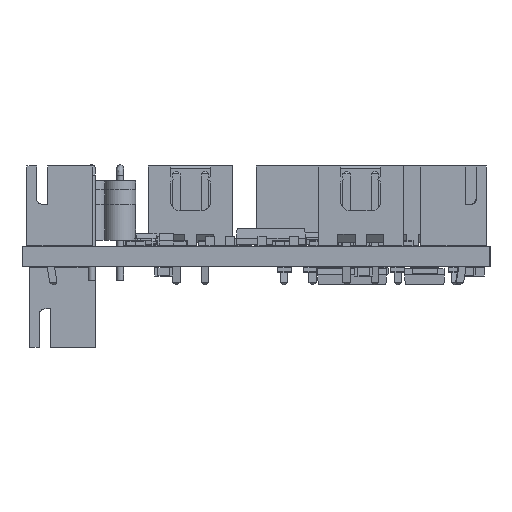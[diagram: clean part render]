
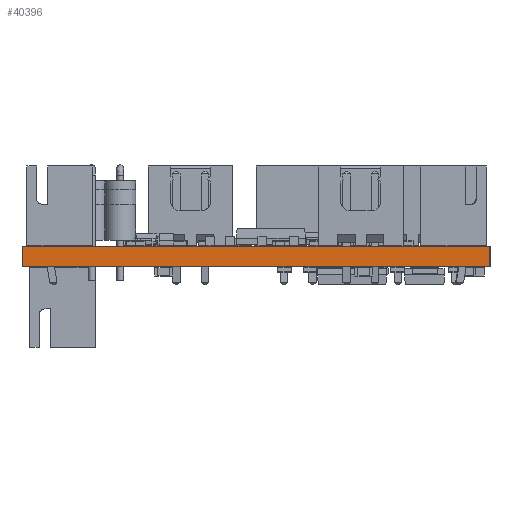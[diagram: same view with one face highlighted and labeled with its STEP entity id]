
A CAD part, left-side view. The second image highlights one B-rep face of the part: STEP entity #40396.
In plain terms, the highlighted planar face has unit normal (-1, 0, 0).
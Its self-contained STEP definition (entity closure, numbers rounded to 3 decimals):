
#40396 = ADVANCED_FACE('',(#40397),#40411,.T.);
#40397 = FACE_BOUND('',#40398,.T.);
#40398 = EDGE_LOOP('',(#40399,#40434,#40462,#40490));
#40399 = ORIENTED_EDGE('',*,*,#40400,.T.);
#40400 = EDGE_CURVE('',#40401,#40403,#40405,.T.);
#40401 = VERTEX_POINT('',#40402);
#40402 = CARTESIAN_POINT('',(-20.,-20.5,0.));
#40403 = VERTEX_POINT('',#40404);
#40404 = CARTESIAN_POINT('',(-20.,-20.5,1.77));
#40405 = SURFACE_CURVE('',#40406,(#40410,#40422),.PCURVE_S1.);
#40406 = LINE('',#40407,#40408);
#40407 = CARTESIAN_POINT('',(-20.,-20.5,0.));
#40408 = VECTOR('',#40409,1.);
#40409 = DIRECTION('',(0.,0.,1.));
#40410 = PCURVE('',#40411,#40416);
#40411 = PLANE('',#40412);
#40412 = AXIS2_PLACEMENT_3D('',#40413,#40414,#40415);
#40413 = CARTESIAN_POINT('',(-20.,-20.5,0.));
#40414 = DIRECTION('',(-1.,0.,0.));
#40415 = DIRECTION('',(0.,1.,0.));
#40416 = DEFINITIONAL_REPRESENTATION('',(#40417),#40421);
#40417 = LINE('',#40418,#40419);
#40418 = CARTESIAN_POINT('',(0.,0.));
#40419 = VECTOR('',#40420,1.);
#40420 = DIRECTION('',(0.,-1.));
#40421 = ( GEOMETRIC_REPRESENTATION_CONTEXT(2) 
PARAMETRIC_REPRESENTATION_CONTEXT() REPRESENTATION_CONTEXT('2D SPACE',''
  ) );
#40422 = PCURVE('',#40423,#40428);
#40423 = PLANE('',#40424);
#40424 = AXIS2_PLACEMENT_3D('',#40425,#40426,#40427);
#40425 = CARTESIAN_POINT('',(20.,-20.5,0.));
#40426 = DIRECTION('',(0.,-1.,0.));
#40427 = DIRECTION('',(-1.,0.,0.));
#40428 = DEFINITIONAL_REPRESENTATION('',(#40429),#40433);
#40429 = LINE('',#40430,#40431);
#40430 = CARTESIAN_POINT('',(40.,0.));
#40431 = VECTOR('',#40432,1.);
#40432 = DIRECTION('',(0.,-1.));
#40433 = ( GEOMETRIC_REPRESENTATION_CONTEXT(2) 
PARAMETRIC_REPRESENTATION_CONTEXT() REPRESENTATION_CONTEXT('2D SPACE',''
  ) );
#40434 = ORIENTED_EDGE('',*,*,#40435,.T.);
#40435 = EDGE_CURVE('',#40403,#40436,#40438,.T.);
#40436 = VERTEX_POINT('',#40437);
#40437 = CARTESIAN_POINT('',(-20.,20.5,1.77));
#40438 = SURFACE_CURVE('',#40439,(#40443,#40450),.PCURVE_S1.);
#40439 = LINE('',#40440,#40441);
#40440 = CARTESIAN_POINT('',(-20.,-20.5,1.77));
#40441 = VECTOR('',#40442,1.);
#40442 = DIRECTION('',(0.,1.,0.));
#40443 = PCURVE('',#40411,#40444);
#40444 = DEFINITIONAL_REPRESENTATION('',(#40445),#40449);
#40445 = LINE('',#40446,#40447);
#40446 = CARTESIAN_POINT('',(0.,-1.77));
#40447 = VECTOR('',#40448,1.);
#40448 = DIRECTION('',(1.,0.));
#40449 = ( GEOMETRIC_REPRESENTATION_CONTEXT(2) 
PARAMETRIC_REPRESENTATION_CONTEXT() REPRESENTATION_CONTEXT('2D SPACE',''
  ) );
#40450 = PCURVE('',#40451,#40456);
#40451 = PLANE('',#40452);
#40452 = AXIS2_PLACEMENT_3D('',#40453,#40454,#40455);
#40453 = CARTESIAN_POINT('',(0.,0.,1.77));
#40454 = DIRECTION('',(-0.,-0.,-1.));
#40455 = DIRECTION('',(-1.,0.,0.));
#40456 = DEFINITIONAL_REPRESENTATION('',(#40457),#40461);
#40457 = LINE('',#40458,#40459);
#40458 = CARTESIAN_POINT('',(20.,-20.5));
#40459 = VECTOR('',#40460,1.);
#40460 = DIRECTION('',(0.,1.));
#40461 = ( GEOMETRIC_REPRESENTATION_CONTEXT(2) 
PARAMETRIC_REPRESENTATION_CONTEXT() REPRESENTATION_CONTEXT('2D SPACE',''
  ) );
#40462 = ORIENTED_EDGE('',*,*,#40463,.F.);
#40463 = EDGE_CURVE('',#40464,#40436,#40466,.T.);
#40464 = VERTEX_POINT('',#40465);
#40465 = CARTESIAN_POINT('',(-20.,20.5,0.));
#40466 = SURFACE_CURVE('',#40467,(#40471,#40478),.PCURVE_S1.);
#40467 = LINE('',#40468,#40469);
#40468 = CARTESIAN_POINT('',(-20.,20.5,0.));
#40469 = VECTOR('',#40470,1.);
#40470 = DIRECTION('',(0.,0.,1.));
#40471 = PCURVE('',#40411,#40472);
#40472 = DEFINITIONAL_REPRESENTATION('',(#40473),#40477);
#40473 = LINE('',#40474,#40475);
#40474 = CARTESIAN_POINT('',(41.,0.));
#40475 = VECTOR('',#40476,1.);
#40476 = DIRECTION('',(0.,-1.));
#40477 = ( GEOMETRIC_REPRESENTATION_CONTEXT(2) 
PARAMETRIC_REPRESENTATION_CONTEXT() REPRESENTATION_CONTEXT('2D SPACE',''
  ) );
#40478 = PCURVE('',#40479,#40484);
#40479 = PLANE('',#40480);
#40480 = AXIS2_PLACEMENT_3D('',#40481,#40482,#40483);
#40481 = CARTESIAN_POINT('',(-20.,20.5,0.));
#40482 = DIRECTION('',(0.,1.,0.));
#40483 = DIRECTION('',(1.,0.,0.));
#40484 = DEFINITIONAL_REPRESENTATION('',(#40485),#40489);
#40485 = LINE('',#40486,#40487);
#40486 = CARTESIAN_POINT('',(0.,0.));
#40487 = VECTOR('',#40488,1.);
#40488 = DIRECTION('',(0.,-1.));
#40489 = ( GEOMETRIC_REPRESENTATION_CONTEXT(2) 
PARAMETRIC_REPRESENTATION_CONTEXT() REPRESENTATION_CONTEXT('2D SPACE',''
  ) );
#40490 = ORIENTED_EDGE('',*,*,#40491,.F.);
#40491 = EDGE_CURVE('',#40401,#40464,#40492,.T.);
#40492 = SURFACE_CURVE('',#40493,(#40497,#40504),.PCURVE_S1.);
#40493 = LINE('',#40494,#40495);
#40494 = CARTESIAN_POINT('',(-20.,-20.5,0.));
#40495 = VECTOR('',#40496,1.);
#40496 = DIRECTION('',(0.,1.,0.));
#40497 = PCURVE('',#40411,#40498);
#40498 = DEFINITIONAL_REPRESENTATION('',(#40499),#40503);
#40499 = LINE('',#40500,#40501);
#40500 = CARTESIAN_POINT('',(0.,0.));
#40501 = VECTOR('',#40502,1.);
#40502 = DIRECTION('',(1.,0.));
#40503 = ( GEOMETRIC_REPRESENTATION_CONTEXT(2) 
PARAMETRIC_REPRESENTATION_CONTEXT() REPRESENTATION_CONTEXT('2D SPACE',''
  ) );
#40504 = PCURVE('',#40505,#40510);
#40505 = PLANE('',#40506);
#40506 = AXIS2_PLACEMENT_3D('',#40507,#40508,#40509);
#40507 = CARTESIAN_POINT('',(0.,0.,0.));
#40508 = DIRECTION('',(-0.,-0.,-1.));
#40509 = DIRECTION('',(-1.,0.,0.));
#40510 = DEFINITIONAL_REPRESENTATION('',(#40511),#40515);
#40511 = LINE('',#40512,#40513);
#40512 = CARTESIAN_POINT('',(20.,-20.5));
#40513 = VECTOR('',#40514,1.);
#40514 = DIRECTION('',(0.,1.));
#40515 = ( GEOMETRIC_REPRESENTATION_CONTEXT(2) 
PARAMETRIC_REPRESENTATION_CONTEXT() REPRESENTATION_CONTEXT('2D SPACE',''
  ) );
